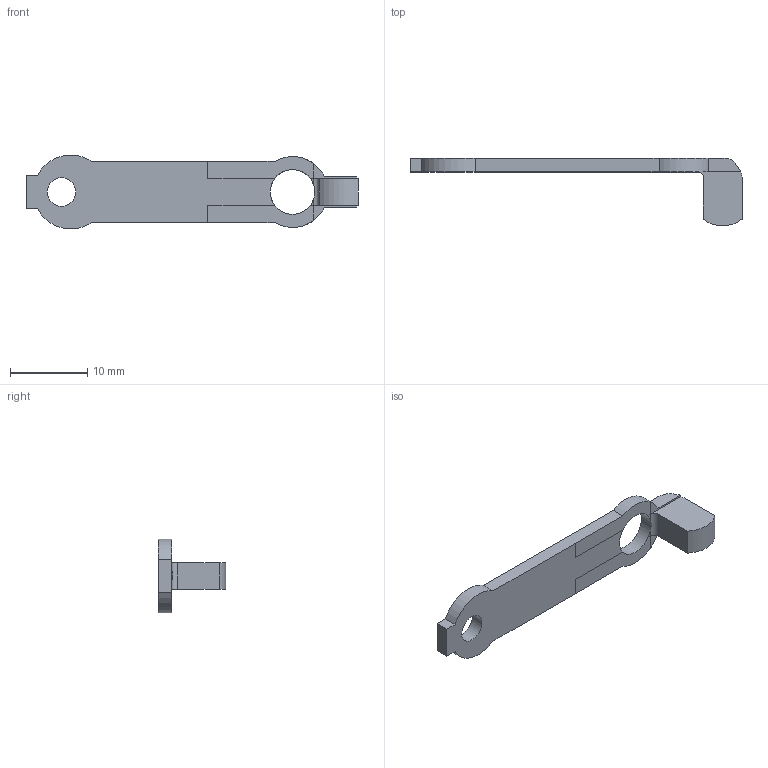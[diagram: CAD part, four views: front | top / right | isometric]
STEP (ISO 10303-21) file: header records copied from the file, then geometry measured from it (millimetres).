
FILE_DESCRIPTION(('FreeCAD Model'),'2;1');
FILE_NAME('Open CASCADE Shape Model','2025-06-21T19:24:53',(''),(''), 'Open CASCADE STEP processor 7.8','FreeCAD','Unknown');
FILE_SCHEMA(('AUTOMOTIVE_DESIGN { 1 0 10303 214 1 1 1 1 }'));
Length unit declared in the file: millimetre
Products named in the file (1): Pocket053032657
Bounding box: 43.1 x 8.8 x 9.57 mm (x, y, z)
Volume: 631.7 mm3; surface area: 912.4 mm2
Topology: 1 solids, 1 shells, 30 faces, 85 edges, 56 vertices
Faces by surface type: plane 20, cylinder 10
Full cylindrical faces by diameter (mm): 3.7 x1, 5.8 x1
Entity records: 1031 total; most frequent: CARTESIAN_POINT 193, DIRECTION 175, ORIENTED_EDGE 170, EDGE_CURVE 85, AXIS2_PLACEMENT_3D 60, VERTEX_POINT 56, LINE 55, VECTOR 55
